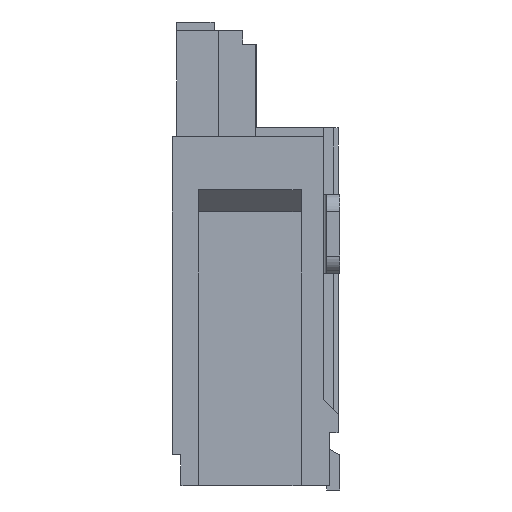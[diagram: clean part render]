
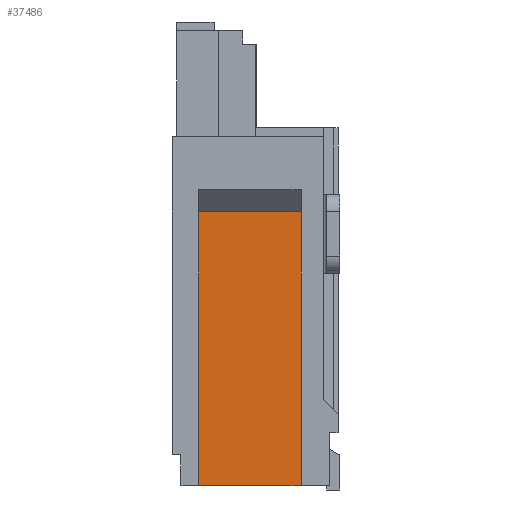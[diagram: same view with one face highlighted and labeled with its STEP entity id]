
A CAD part, left-side view. The second image highlights one B-rep face of the part: STEP entity #37486.
In plain terms, the highlighted planar face has unit normal (-1, 0, 0).
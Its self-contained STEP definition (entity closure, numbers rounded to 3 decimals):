
#13608=DIRECTION('',(0.,-1.,0.));
#13609=VECTOR('',#13608,1.16);
#13610=CARTESIAN_POINT('',(-7.1,1.58,-4.05));
#13611=LINE('',#13610,#13609);
#13632=DIRECTION('',(0.,1.,0.));
#13633=VECTOR('',#13632,1.16);
#13634=CARTESIAN_POINT('',(-7.1,0.42,-0.95));
#13635=LINE('',#13634,#13633);
#13636=DIRECTION('',(0.,0.,1.));
#13637=VECTOR('',#13636,3.1);
#13638=CARTESIAN_POINT('',(-7.1,1.58,-4.05));
#13639=LINE('',#13638,#13637);
#13648=DIRECTION('',(0.,0.,1.));
#13649=VECTOR('',#13648,3.1);
#13650=CARTESIAN_POINT('',(-7.1,0.42,-4.05));
#13651=LINE('',#13650,#13649);
#14251=CARTESIAN_POINT('',(-7.1,1.58,-4.05));
#14252=CARTESIAN_POINT('',(-7.1,0.42,-4.05));
#14253=VERTEX_POINT('',#14251);
#14254=VERTEX_POINT('',#14252);
#14321=CARTESIAN_POINT('',(-7.1,1.58,-0.95));
#14323=VERTEX_POINT('',#14321);
#14327=CARTESIAN_POINT('',(-7.1,0.42,-0.95));
#14328=VERTEX_POINT('',#14327);
#37472=CARTESIAN_POINT('',(-7.1,1.58,-4.05));
#37473=DIRECTION('',(1.,0.,0.));
#37474=DIRECTION('',(0.,-1.,0.));
#37475=AXIS2_PLACEMENT_3D('',#37472,#37473,#37474);
#37476=PLANE('',#37475);
#37478=ORIENTED_EDGE('',*,*,#37477,.F.);
#37480=ORIENTED_EDGE('',*,*,#37479,.F.);
#37481=ORIENTED_EDGE('',*,*,#37458,.F.);
#37483=ORIENTED_EDGE('',*,*,#37482,.T.);
#37484=EDGE_LOOP('',(#37478,#37480,#37481,#37483));
#37485=FACE_OUTER_BOUND('',#37484,.F.);
#37486=ADVANCED_FACE('',(#37485),#37476,.F.);
#37458=EDGE_CURVE('',#14253,#14254,#13611,.T.);
#37477=EDGE_CURVE('',#14328,#14323,#13635,.T.);
#37479=EDGE_CURVE('',#14254,#14328,#13651,.T.);
#37482=EDGE_CURVE('',#14253,#14323,#13639,.T.);
